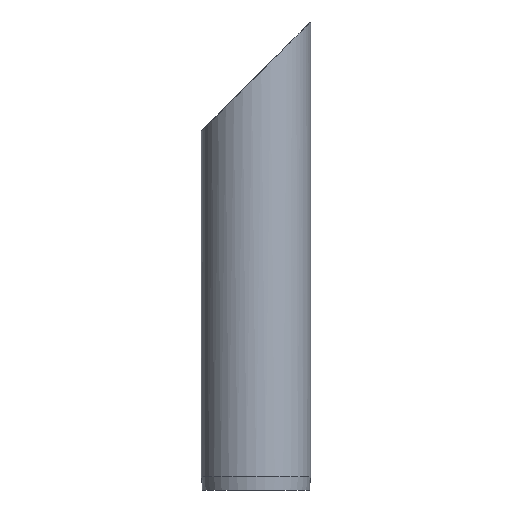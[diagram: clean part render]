
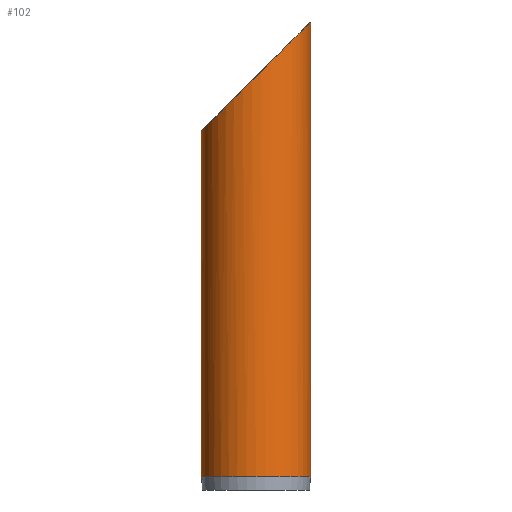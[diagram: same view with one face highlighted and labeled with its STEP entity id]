
A CAD part, front view. The second image highlights one B-rep face of the part: STEP entity #102.
In plain terms, the highlighted cylindrical face has radius 210 mm (diameter 420 mm), a full revolution.
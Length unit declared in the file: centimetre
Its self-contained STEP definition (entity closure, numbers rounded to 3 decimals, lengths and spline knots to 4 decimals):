
#25=CIRCLE('',#116,21.);
#29=LINE('',#175,#34);
#34=VECTOR('',#142,21.);
#39=CYLINDRICAL_SURFACE('',#115,21.);
#43=FACE_OUTER_BOUND('',#50,.T.);
#50=EDGE_LOOP('',(#82,#83,#84,#85));
#54=ELLIPSE('',#110,29.6985,21.);
#56=VERTEX_POINT('',#163);
#60=VERTEX_POINT('',#174);
#63=EDGE_CURVE('',#56,#56,#54,.T.);
#68=EDGE_CURVE('',#56,#60,#29,.T.);
#69=EDGE_CURVE('',#60,#60,#25,.T.);
#82=ORIENTED_EDGE('',*,*,#63,.T.);
#83=ORIENTED_EDGE('',*,*,#68,.T.);
#84=ORIENTED_EDGE('',*,*,#69,.T.);
#85=ORIENTED_EDGE('',*,*,#68,.F.);
#102=ADVANCED_FACE('',(#43),#39,.T.);
#110=AXIS2_PLACEMENT_3D('',#164,#129,#130);
#115=AXIS2_PLACEMENT_3D('',#173,#140,#141);
#116=AXIS2_PLACEMENT_3D('',#176,#143,#144);
#129=DIRECTION('center_axis',(0.707,0.,-0.707));
#130=DIRECTION('ref_axis',(0.707,0.,0.707));
#140=DIRECTION('center_axis',(0.,0.,1.));
#141=DIRECTION('ref_axis',(1.,0.,0.));
#142=DIRECTION('',(0.,0.,-1.));
#143=DIRECTION('center_axis',(0.,0.,1.));
#144=DIRECTION('ref_axis',(1.,0.,0.));
#163=CARTESIAN_POINT('',(-21.,0.,138.));
#164=CARTESIAN_POINT('Origin',(0.,0.,159.));
#173=CARTESIAN_POINT('Origin',(0.,0.,7.5));
#174=CARTESIAN_POINT('',(-21.,0.,5.));
#175=CARTESIAN_POINT('',(-21.,0.,7.5));
#176=CARTESIAN_POINT('Origin',(0.,0.,5.));
